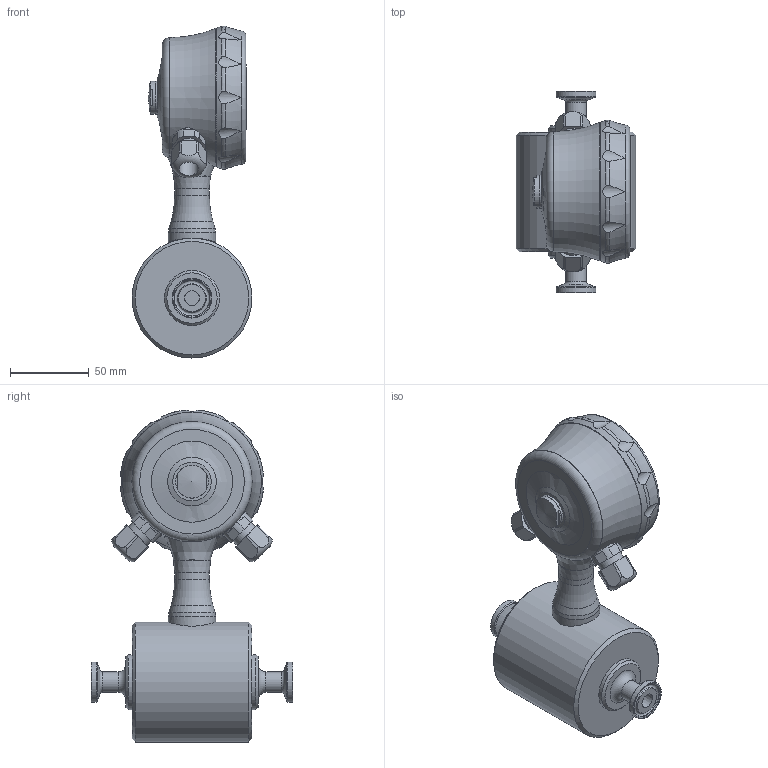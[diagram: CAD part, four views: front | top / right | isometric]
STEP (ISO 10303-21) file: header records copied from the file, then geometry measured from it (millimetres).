
FILE_DESCRIPTION( ( 'Unknown' ), '1' );
FILE_NAME( 'PF75H5xxxxxxx03x1B52xx2xxx0x0.stp', 'Unknown', ( 'Unknown' ), ( 'Unknown' ), 'PSStep 19.0.9', 'Unknown', ' ' );
FILE_SCHEMA( ( 'AUTOMOTIVE_DESIGN { 1 0 10303 214 1 1 1 1 }' ) );
Length unit declared in the file: millimetre
Products named in the file (1): Unterteil_PF75H_Clamp_BS_4528_DN6
Bounding box: 76.1 x 128 x 210.87 mm (x, y, z)
Volume: 676503.3 mm3; surface area: 75421.4 mm2
Topology: 1 solids, 16 shells, 522 faces, 1359 edges, 891 vertices
Faces by surface type: plane 260, cylinder 143, torus 47, cone 39, bspline 21, extrusion 4, revolution 4, sphere 4
Full cylindrical faces by diameter (mm): 3 x1, 3.459 x2, 12 x2, 12.9 x2, 16 x4, 16.691 x2, 20.8 x1, 21 x1, 22 x1, 23.5 x1, 25.4 x2, 30 x1, 35 x2, 76.1 x1, 81.2 x1, 83.7 x1, 88 x1
Entity records: 23255 total; most frequent: CARTESIAN_POINT 7032, ORIENTED_EDGE 2492, DIRECTION 2368, EDGE_CURVE 1246, AXIS2_PLACEMENT_3D 887, VERTEX_POINT 858, EDGE_LOOP 635, VECTOR 590
